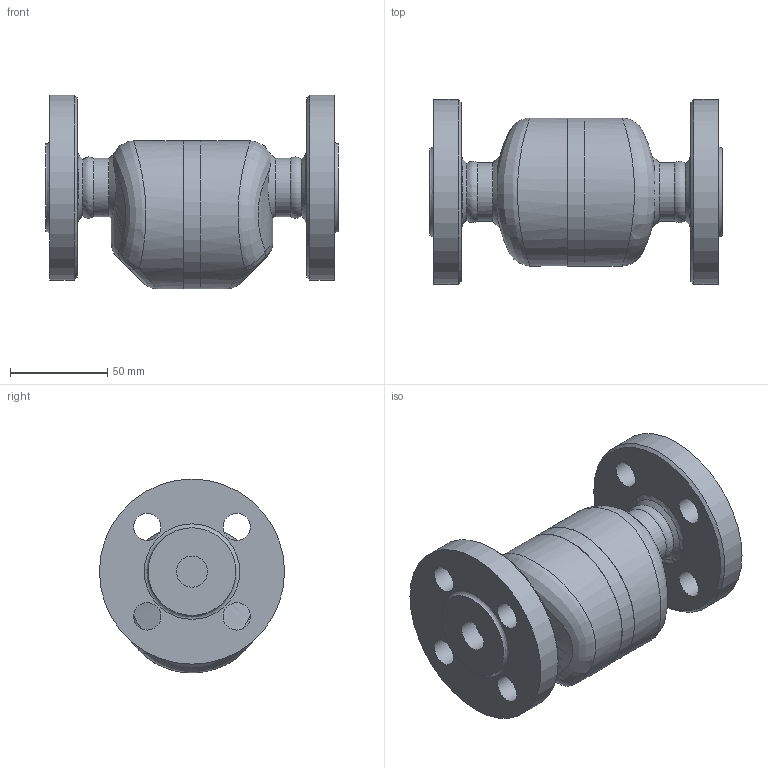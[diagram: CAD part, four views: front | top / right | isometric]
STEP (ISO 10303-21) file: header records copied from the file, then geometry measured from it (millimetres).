
FILE_DESCRIPTION((''),'2;1');
FILE_NAME('ss3n0-015-e0025-00.stp','2009-12-22T13:17:39',('nakaot'),(''),'Autodesk Inventor 2008','Autodesk Inventor 2008','');
FILE_SCHEMA(('AUTOMOTIVE_DESIGN { 1 0 10303 214 1 1 1 1 }'));
Length unit declared in the file: millimetre
Products named in the file (1): ss3n0-015-e0025-00
Bounding box: 150 x 95 x 99.5 mm (x, y, z)
Volume: 544215.5 mm3; surface area: 71565.2 mm2
Topology: 1 solids, 1 shells, 58 faces, 128 edges, 82 vertices
Faces by surface type: bspline 33, cylinder 12, plane 8, cone 4, torus 1
Full cylindrical faces by diameter (mm): 14 x4, 16 x1, 30 x1, 60 x2, 76 x2, 95 x1
Entity records: 4311 total; most frequent: CARTESIAN_POINT 3268, DIRECTION 182, ORIENTED_EDGE 170, EDGE_LOOP 115, AXIS2_PLACEMENT_3D 91, EDGE_CURVE 85, VERTEX_POINT 70, FACE_OUTER_BOUND 58
